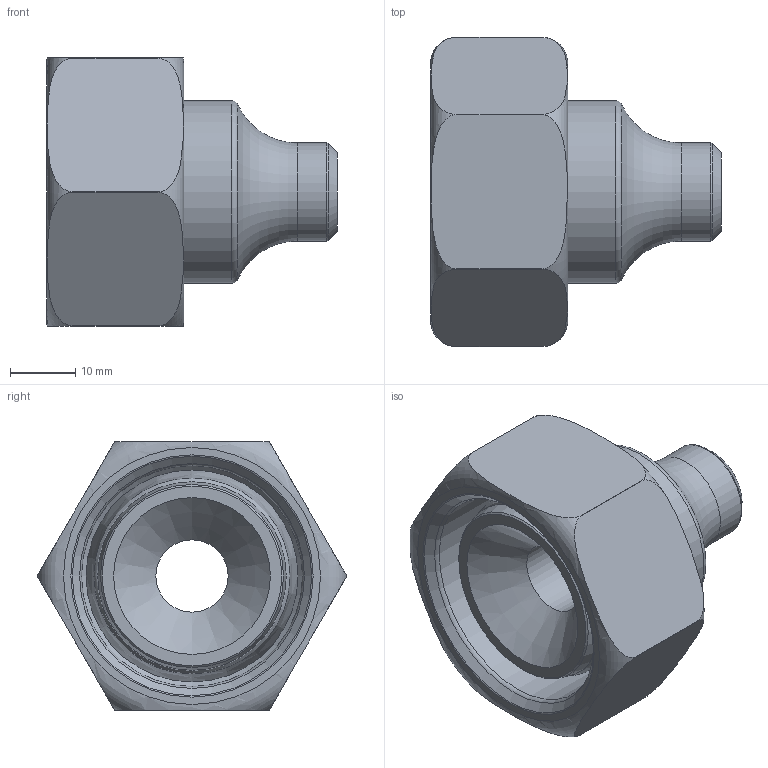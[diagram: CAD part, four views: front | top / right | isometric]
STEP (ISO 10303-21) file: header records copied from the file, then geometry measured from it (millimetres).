
FILE_DESCRIPTION(/* description */ (''),/* implementation_level */ '2;1');
FILE_NAME(/* name */ 'ARKM28-15.stp',/* time_stamp */ '2024-07-15T06:30:59+02:00',/* author */ (''),/* organization */ (''),/* preprocessor_version */ 'ST-DEVELOPER v16',/* originating_system */ 'SIEMENS PLM Software NX 10.0',/* authorisation */ '');
FILE_SCHEMA (('CONFIG_CONTROL_DESIGN'));
Length unit declared in the file: millimetre
Products named in the file (4): X-OR-28; X-ARK28-15; X-M28; ARKM28-15
Assembly tree (3 placements, depth 2):
  ARKM28-15
    X-M28
    X-ARK28-15
    X-OR-28
Bounding box: 44.48 x 47.31 x 41 mm (x, y, z)
Volume: 29007.9 mm3; surface area: 12582.8 mm2
Topology: 3 solids, 3 shells, 152 faces, 396 edges, 260 vertices
Faces by surface type: plane 108, cylinder 12, torus 11, cone 11, extrusion 9, revolution 1
Full cylindrical faces by diameter (mm): 11.045 x1, 15 x1, 27.92 x1, 28.24 x1, 32.4 x1, 33.8 x1
Entity records: 5380 total; most frequent: CARTESIAN_POINT 1787, ORIENTED_EDGE 706, DIRECTION 500, EDGE_CURVE 353, VERTEX_POINT 248, B_SPLINE_CURVE_WITH_KNOTS 211, EDGE_LOOP 196, AXIS2_PLACEMENT_3D 192
